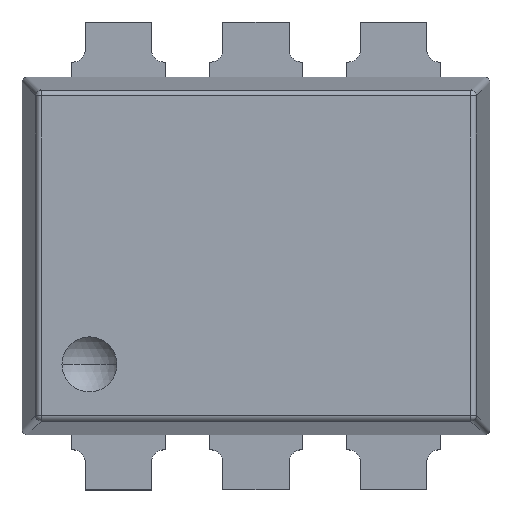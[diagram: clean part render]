
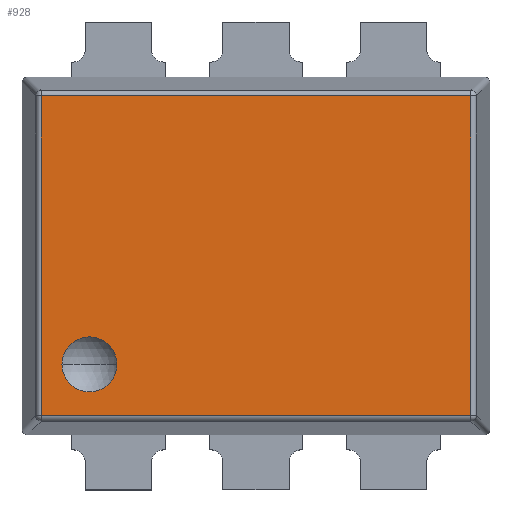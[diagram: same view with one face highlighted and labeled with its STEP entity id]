
A CAD part, top view. The second image highlights one B-rep face of the part: STEP entity #928.
In plain terms, the highlighted planar face has unit normal (0, 0, 1).
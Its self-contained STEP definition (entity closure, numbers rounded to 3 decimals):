
#685 = EDGE_CURVE ( 'NONE', #722, #723, #2376, .T. ) ;
#686 = VERTEX_POINT ( 'NONE', #2372 ) ;
#687 = ORIENTED_EDGE ( 'NONE', *, *, #685, .T. ) ;
#688 = ORIENTED_EDGE ( 'NONE', *, *, #727, .T. ) ;
#689 = VERTEX_POINT ( 'NONE', #2371 ) ;
#690 = EDGE_CURVE ( 'NONE', #689, #722, #2370, .T. ) ;
#722 = VERTEX_POINT ( 'NONE', #2558 ) ;
#723 = VERTEX_POINT ( 'NONE', #2557 ) ;
#725 = ORIENTED_EDGE ( 'NONE', *, *, #726, .T. ) ;
#726 = EDGE_CURVE ( 'NONE', #686, #689, #2535, .T. ) ;
#727 = EDGE_CURVE ( 'NONE', #723, #686, #2419, .T. ) ;
#924 = EDGE_CURVE ( 'NONE', #983, #925, #2865, .T. ) ;
#925 = VERTEX_POINT ( 'NONE', #2864 ) ;
#928 = ADVANCED_FACE ( 'NONE', ( #2970, #2940 ), #2922, .T. ) ;
#929 = EDGE_LOOP ( 'NONE', ( #930, #932 ) ) ;
#930 = ORIENTED_EDGE ( 'NONE', *, *, #931, .F. ) ;
#931 = EDGE_CURVE ( 'NONE', #925, #983, #2985, .T. ) ;
#932 = ORIENTED_EDGE ( 'NONE', *, *, #924, .F. ) ;
#933 = EDGE_LOOP ( 'NONE', ( #934, #687, #688, #725 ) ) ;
#934 = ORIENTED_EDGE ( 'NONE', *, *, #690, .T. ) ;
#983 = VERTEX_POINT ( 'NONE', #2912 ) ;
#2240 = DIRECTION ( 'NONE',  ( 0., -1., 0. ) ) ;
#2368 = VECTOR ( 'NONE', #2240, 1000. ) ;
#2369 = CARTESIAN_POINT ( 'NONE',  ( -0.781, -0.65, 0.6 ) ) ;
#2370 = LINE ( 'NONE', #2369, #2368 ) ;
#2371 = CARTESIAN_POINT ( 'NONE',  ( -0.781, 0.581, 0.6 ) ) ;
#2372 = CARTESIAN_POINT ( 'NONE',  ( 0.781, 0.581, 0.6 ) ) ;
#2373 = DIRECTION ( 'NONE',  ( 1., 0., 0. ) ) ;
#2374 = VECTOR ( 'NONE', #2373, 1000. ) ;
#2375 = CARTESIAN_POINT ( 'NONE',  ( -0.85, -0.581, 0.6 ) ) ;
#2376 = LINE ( 'NONE', #2375, #2374 ) ;
#2416 = DIRECTION ( 'NONE',  ( 0., 1., 0. ) ) ;
#2417 = VECTOR ( 'NONE', #2416, 1000. ) ;
#2418 = CARTESIAN_POINT ( 'NONE',  ( 0.781, -0.65, 0.6 ) ) ;
#2419 = LINE ( 'NONE', #2418, #2417 ) ;
#2420 = DIRECTION ( 'NONE',  ( -1., 0., 0. ) ) ;
#2421 = VECTOR ( 'NONE', #2420, 1000. ) ;
#2422 = CARTESIAN_POINT ( 'NONE',  ( -0.85, 0.581, 0.6 ) ) ;
#2535 = LINE ( 'NONE', #2422, #2421 ) ;
#2557 = CARTESIAN_POINT ( 'NONE',  ( 0.781, -0.581, 0.6 ) ) ;
#2558 = CARTESIAN_POINT ( 'NONE',  ( -0.781, -0.581, 0.6 ) ) ;
#2848 = DIRECTION ( 'NONE',  ( 1., 0., 0. ) ) ;
#2849 = DIRECTION ( 'NONE',  ( 0., 0., 1. ) ) ;
#2864 = CARTESIAN_POINT ( 'NONE',  ( -0.505, -0.395, 0.6 ) ) ;
#2865 = CIRCLE ( 'NONE', #2868, 0.1 ) ;
#2868 = AXIS2_PLACEMENT_3D ( 'NONE', #2999, #2994, #2993 ) ;
#2912 = CARTESIAN_POINT ( 'NONE',  ( -0.705, -0.395, 0.6 ) ) ;
#2922 = PLANE ( 'NONE',  #2924 ) ;
#2923 = CARTESIAN_POINT ( 'NONE',  ( -0.85, -0.65, 0.6 ) ) ;
#2924 = AXIS2_PLACEMENT_3D ( 'NONE', #2923, #2984, #2983 ) ;
#2940 = FACE_OUTER_BOUND ( 'NONE', #933, .T. ) ;
#2963 = CARTESIAN_POINT ( 'NONE',  ( -0.605, -0.395, 0.6 ) ) ;
#2964 = AXIS2_PLACEMENT_3D ( 'NONE', #2963, #2849, #2848 ) ;
#2970 = FACE_BOUND ( 'NONE', #929, .T. ) ;
#2983 = DIRECTION ( 'NONE',  ( 1., 0., 0. ) ) ;
#2984 = DIRECTION ( 'NONE',  ( 0., 0., 1. ) ) ;
#2985 = CIRCLE ( 'NONE', #2964, 0.1 ) ;
#2993 = DIRECTION ( 'NONE',  ( 1., 0., 0. ) ) ;
#2994 = DIRECTION ( 'NONE',  ( 0., 0., 1. ) ) ;
#2999 = CARTESIAN_POINT ( 'NONE',  ( -0.605, -0.395, 0.6 ) ) ;
